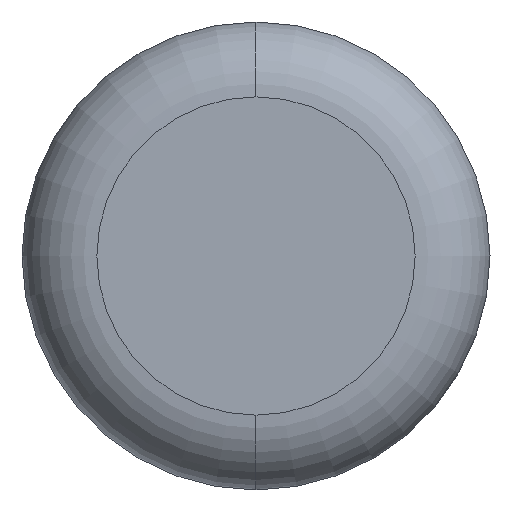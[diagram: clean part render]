
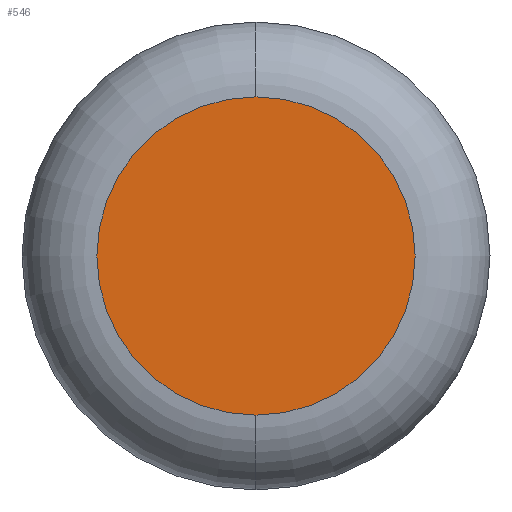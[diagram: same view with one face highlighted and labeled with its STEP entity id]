
A CAD part, front view. The second image highlights one B-rep face of the part: STEP entity #546.
In plain terms, the highlighted planar face has unit normal (0, -1, 0).
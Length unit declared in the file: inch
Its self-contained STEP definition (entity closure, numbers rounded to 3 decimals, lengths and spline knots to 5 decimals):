
#25 = FACE_OUTER_BOUND ( 'NONE', #413, .T. ) ;
#62 = DIRECTION ( 'NONE',  ( 0., -1., 0. ) ) ;
#66 = CARTESIAN_POINT ( 'NONE',  ( 0., 0., 0. ) ) ;
#72 = CARTESIAN_POINT ( 'NONE',  ( 0., 0., 0. ) ) ;
#99 = VERTEX_POINT ( 'NONE', #204 ) ;
#106 = CARTESIAN_POINT ( 'NONE',  ( 0., 0., 0.1275 ) ) ;
#115 = CIRCLE ( 'NONE', #449, 0.1275 ) ;
#158 = DIRECTION ( 'NONE',  ( 0., 0., -1. ) ) ;
#167 = EDGE_CURVE ( 'NONE', #218, #99, #115, .T. ) ;
#185 = DIRECTION ( 'NONE',  ( 0., -1., 0. ) ) ;
#204 = CARTESIAN_POINT ( 'NONE',  ( 0., 0., -0.1275 ) ) ;
#218 = VERTEX_POINT ( 'NONE', #106 ) ;
#232 = ORIENTED_EDGE ( 'NONE', *, *, #167, .T. ) ;
#280 = DIRECTION ( 'NONE',  ( 0., 0., -1. ) ) ;
#327 = ORIENTED_EDGE ( 'NONE', *, *, #349, .T. ) ;
#349 = EDGE_CURVE ( 'NONE', #99, #218, #500, .T. ) ;
#374 = CARTESIAN_POINT ( 'NONE',  ( 0., 0., 0. ) ) ;
#401 = PLANE ( 'NONE',  #450 ) ;
#413 = EDGE_LOOP ( 'NONE', ( #327, #232 ) ) ;
#449 = AXIS2_PLACEMENT_3D ( 'NONE', #66, #185, #517 ) ;
#450 = AXIS2_PLACEMENT_3D ( 'NONE', #72, #62, #280 ) ;
#453 = DIRECTION ( 'NONE',  ( 0., -1., 0. ) ) ;
#500 = CIRCLE ( 'NONE', #526, 0.1275 ) ;
#517 = DIRECTION ( 'NONE',  ( 0., 0., -1. ) ) ;
#526 = AXIS2_PLACEMENT_3D ( 'NONE', #374, #453, #158 ) ;
#546 = ADVANCED_FACE ( 'NONE', ( #25 ), #401, .T. ) ;
